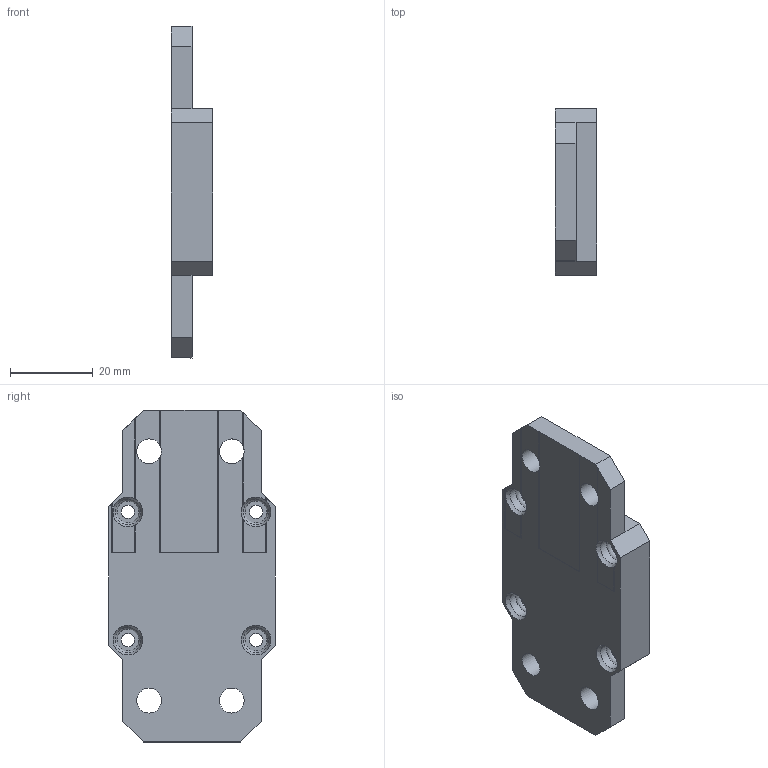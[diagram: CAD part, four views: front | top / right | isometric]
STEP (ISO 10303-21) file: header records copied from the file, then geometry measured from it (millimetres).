
FILE_DESCRIPTION(/* description */ (''),/* implementation_level */ '2;1');
FILE_NAME(/* name */ 'Spulen Motor Halter.step',/* time_stamp */ '2022-09-22T17:26:17+02:00',/* author */ (''),/* organization */ (''),/* preprocessor_version */ 'ST-DEVELOPER v19',/* originating_system */ 'Autodesk Translation Framework v11.7.0.108',/* authorisation */ '');
FILE_SCHEMA (('AUTOMOTIVE_DESIGN { 1 0 10303 214 3 1 1 }'));
Length unit declared in the file: millimetre
Products named in the file (2): Spool-Achse; Montor Halterung
Assembly tree (1 placements, depth 2):
  Spool-Achse
    Montor Halterung
Bounding box: 10 x 40.3 x 80.3 mm (x, y, z)
Volume: 21184.9 mm3; surface area: 8213.9 mm2
Topology: 1 solids, 1 shells, 68 faces, 194 edges, 128 vertices
Faces by surface type: plane 33, cylinder 23, torus 8, bspline 4
Full cylindrical faces by diameter (mm): 3.2 x4, 6 x4, 6.201 x4
Entity records: 2521 total; most frequent: CARTESIAN_POINT 588, DIRECTION 402, ORIENTED_EDGE 388, EDGE_CURVE 194, AXIS2_PLACEMENT_3D 150, VERTEX_POINT 128, LINE 102, VECTOR 102
